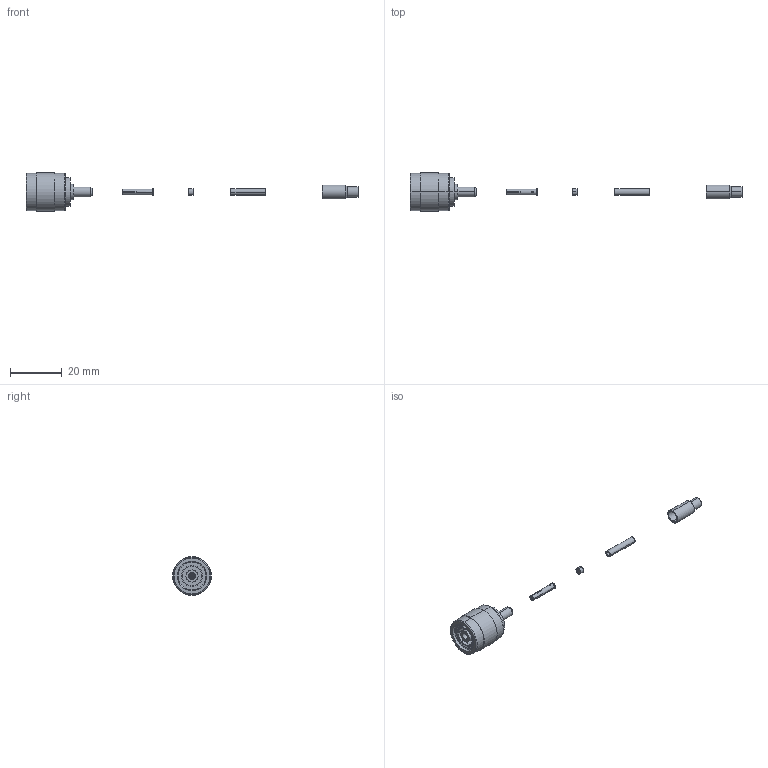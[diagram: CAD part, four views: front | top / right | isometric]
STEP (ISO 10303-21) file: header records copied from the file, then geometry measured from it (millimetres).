
FILE_DESCRIPTION (( 'STEP AP214' ), '1' );
FILE_NAME ('BAC541.STEP', '2009-07-15T14:18:39', ( ' ' ), ( ' ' ), 'SwSTEP 2.0', 'SolidWorks 2008', '' );
FILE_SCHEMA (( 'AUTOMOTIVE_DESIGN' ));
Length unit declared in the file: inch
Products named in the file (6): BAC541-MA3; BAC541; BAC541-MA2; BAC541-MA1; BAC541-MA4
Assembly tree (5 placements, depth 2):
  BAC541
    BAC541-MA4
    BAC541-MA2
    BAC541-MA1
    BAC541
    BAC541-MA3
Bounding box: 128.26 x 14.99 x 14.99 mm (x, y, z)
Volume: 2139 mm3; surface area: 3360 mm2
Topology: 5 solids, 5 shells, 210 faces, 456 edges, 270 vertices
Faces by surface type: cone 92, cylinder 61, plane 53, torus 4
Entity records: 6331 total; most frequent: DIRECTION 1106, CARTESIAN_POINT 992, ORIENTED_EDGE 912, EDGE_CURVE 456, AXIS2_PLACEMENT_3D 444, VERTEX_POINT 270, EDGE_LOOP 234, CIRCLE 226
